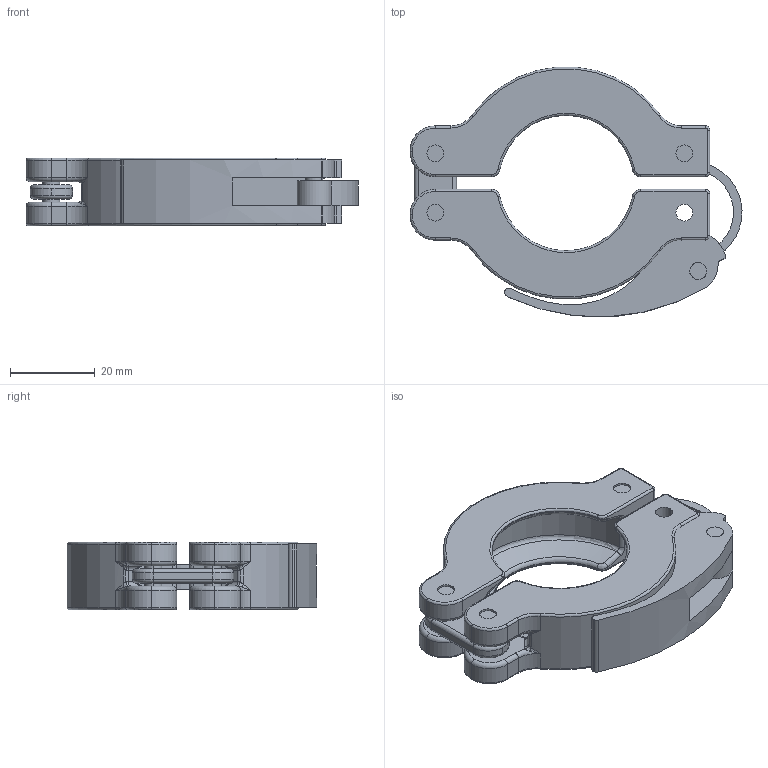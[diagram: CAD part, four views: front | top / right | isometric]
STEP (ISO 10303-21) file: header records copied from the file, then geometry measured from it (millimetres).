
FILE_DESCRIPTION (( 'STEP AP214' ), '1' );
FILE_NAME ('Hositrad_KF25-QRC.STEP', '2017-06-14T09:13:04', ( 'Gebruiker' ), ( '' ), 'SwSTEP 2.0', 'SolidWorks 2017', '' );
FILE_SCHEMA (( 'AUTOMOTIVE_DESIGN' ));
Length unit declared in the file: millimetre
Products named in the file (6): clamphook-connector; pin; clamphook; connection plate; KF25-Clamp; Hositrad_KF25-QRC
Assembly tree (9 placements, depth 2):
  Hositrad_KF25-QRC
    KF25-Clamp  x2
    connection plate
    clamphook
    pin  x4
    clamphook-connector
Bounding box: 78.49 x 59.03 x 16 mm (x, y, z)
Volume: 24999.6 mm3; surface area: 16916.4 mm2
Topology: 9 solids, 9 shells, 366 faces, 860 edges, 504 vertices
Faces by surface type: cylinder 168, torus 94, plane 56, bspline 40, cone 4, sphere 4
Entity records: 7050 total; most frequent: CARTESIAN_POINT 1824, DIRECTION 1156, ORIENTED_EDGE 1000, EDGE_CURVE 500, AXIS2_PLACEMENT_3D 496, VERTEX_POINT 300, CIRCLE 294, EDGE_LOOP 230
